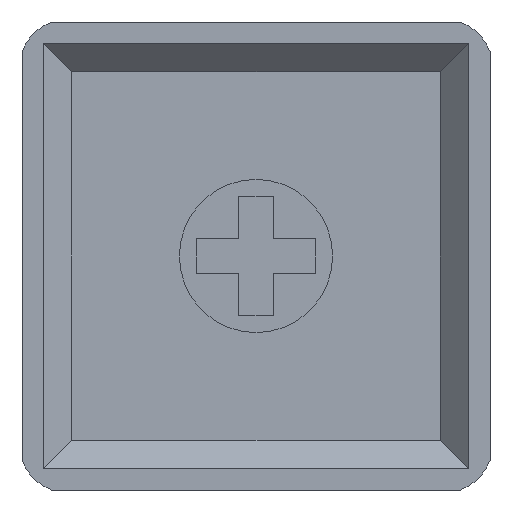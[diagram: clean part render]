
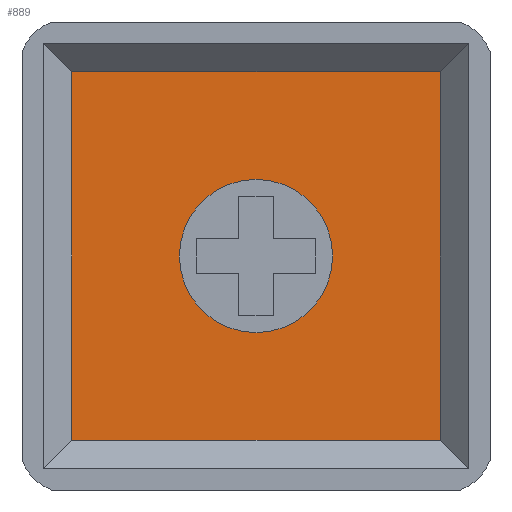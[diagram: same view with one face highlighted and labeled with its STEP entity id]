
A CAD part, front view. The second image highlights one B-rep face of the part: STEP entity #889.
In plain terms, the highlighted planar face has unit normal (0, -1, 0).
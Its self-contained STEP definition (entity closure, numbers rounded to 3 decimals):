
#17=FACE_BOUND('',#326,.T.);
#28=PLANE('',#946);
#72=CIRCLE('',#947,2.7);
#105=LINE('',#1776,#179);
#106=LINE('',#1779,#180);
#108=LINE('',#1783,#182);
#109=LINE('',#1784,#183);
#179=VECTOR('',#1069,10.);
#180=VECTOR('',#1072,10.);
#182=VECTOR('',#1076,10.);
#183=VECTOR('',#1077,10.);
#271=FACE_OUTER_BOUND('',#325,.T.);
#325=EDGE_LOOP('',(#757,#758,#759,#760));
#326=EDGE_LOOP('',(#761));
#435=VERTEX_POINT('',#1772);
#436=VERTEX_POINT('',#1774);
#437=VERTEX_POINT('',#1778);
#438=VERTEX_POINT('',#1782);
#439=VERTEX_POINT('',#1785);
#550=EDGE_CURVE('',#436,#435,#105,.T.);
#551=EDGE_CURVE('',#435,#437,#106,.T.);
#553=EDGE_CURVE('',#438,#436,#108,.T.);
#554=EDGE_CURVE('',#437,#438,#109,.T.);
#555=EDGE_CURVE('',#439,#439,#72,.T.);
#757=ORIENTED_EDGE('',*,*,#550,.F.);
#758=ORIENTED_EDGE('',*,*,#553,.F.);
#759=ORIENTED_EDGE('',*,*,#554,.F.);
#760=ORIENTED_EDGE('',*,*,#551,.F.);
#761=ORIENTED_EDGE('',*,*,#555,.F.);
#889=ADVANCED_FACE('',(#271,#17),#28,.F.);
#946=AXIS2_PLACEMENT_3D('',#1781,#1074,#1075);
#947=AXIS2_PLACEMENT_3D('',#1786,#1078,#1079);
#1069=DIRECTION('',(1.,0.,0.));
#1072=DIRECTION('',(0.,0.,-1.));
#1074=DIRECTION('center_axis',(0.,1.,0.));
#1075=DIRECTION('ref_axis',(-1.,0.,0.));
#1076=DIRECTION('',(0.,0.,1.));
#1077=DIRECTION('',(-1.,0.,0.));
#1078=DIRECTION('center_axis',(0.,-1.,0.));
#1079=DIRECTION('ref_axis',(1.,0.,0.));
#1772=CARTESIAN_POINT('',(6.5,2.3,6.5));
#1774=CARTESIAN_POINT('',(-6.5,2.3,6.5));
#1776=CARTESIAN_POINT('',(-3.75,2.3,6.5));
#1778=CARTESIAN_POINT('',(6.5,2.3,-6.5));
#1779=CARTESIAN_POINT('',(6.5,2.3,3.75));
#1781=CARTESIAN_POINT('Origin',(0.,2.3,0.));
#1782=CARTESIAN_POINT('',(-6.5,2.3,-6.5));
#1783=CARTESIAN_POINT('',(-6.5,2.3,-3.75));
#1784=CARTESIAN_POINT('',(3.75,2.3,-6.5));
#1785=CARTESIAN_POINT('',(-2.7,2.3,0.));
#1786=CARTESIAN_POINT('Origin',(0.,2.3,0.));
